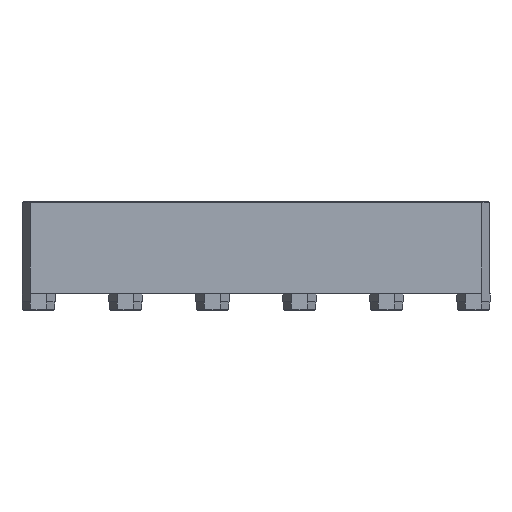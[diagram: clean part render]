
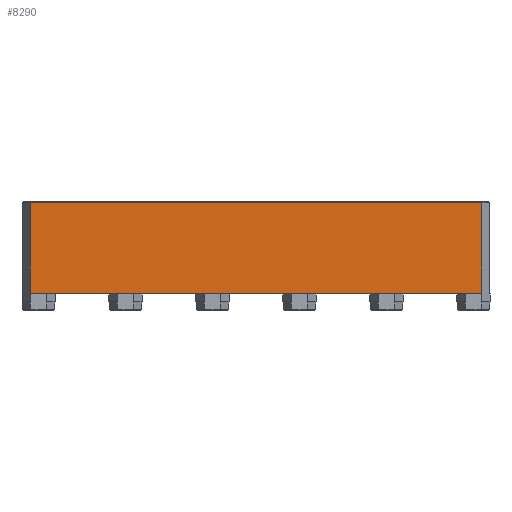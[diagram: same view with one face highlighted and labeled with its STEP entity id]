
A CAD part, front view. The second image highlights one B-rep face of the part: STEP entity #8290.
In plain terms, the highlighted planar face has unit normal (0, -1, 0).
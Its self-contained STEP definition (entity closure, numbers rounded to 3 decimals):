
#494=FACE_OUTER_BOUND('',#967,.T.);
#967=EDGE_LOOP('',(#7333,#7334,#7335,#7336,#7337,#7338));
#1989=LINE('',#12922,#3129);
#1992=LINE('',#12928,#3132);
#2020=LINE('',#12985,#3160);
#2054=LINE('',#13052,#3194);
#2099=LINE('',#13141,#3239);
#2108=LINE('',#13160,#3248);
#3129=VECTOR('',#10627,10.);
#3132=VECTOR('',#10634,10.);
#3160=VECTOR('',#10690,10.);
#3194=VECTOR('',#10756,10.);
#3239=VECTOR('',#10843,10.);
#3248=VECTOR('',#10868,10.);
#3816=VERTEX_POINT('',#12767);
#3832=VERTEX_POINT('',#12814);
#3866=VERTEX_POINT('',#12919);
#3867=VERTEX_POINT('',#12921);
#3883=VERTEX_POINT('',#12984);
#3923=VERTEX_POINT('',#13140);
#4946=EDGE_CURVE('',#3867,#3866,#1989,.T.);
#4949=EDGE_CURVE('',#3867,#3816,#1992,.T.);
#4977=EDGE_CURVE('',#3832,#3883,#2020,.T.);
#5011=EDGE_CURVE('',#3816,#3832,#2054,.T.);
#5056=EDGE_CURVE('',#3923,#3866,#2099,.T.);
#5065=EDGE_CURVE('',#3883,#3923,#2108,.T.);
#7333=ORIENTED_EDGE('',*,*,#5056,.F.);
#7334=ORIENTED_EDGE('',*,*,#5065,.F.);
#7335=ORIENTED_EDGE('',*,*,#4977,.F.);
#7336=ORIENTED_EDGE('',*,*,#5011,.F.);
#7337=ORIENTED_EDGE('',*,*,#4949,.F.);
#7338=ORIENTED_EDGE('',*,*,#4946,.T.);
#7817=PLANE('',#8781);
#8290=ADVANCED_FACE('',(#494),#7817,.T.);
#8781=AXIS2_PLACEMENT_3D('',#13159,#10866,#10867);
#10627=DIRECTION('',(0.,0.,1.));
#10634=DIRECTION('',(-1.,0.,0.));
#10690=DIRECTION('',(-1.,0.,0.));
#10756=DIRECTION('',(-1.,0.,0.));
#10843=DIRECTION('',(1.,0.,0.));
#10866=DIRECTION('center_axis',(0.,-1.,
0.));
#10867=DIRECTION('ref_axis',(1.,0.,0.));
#10868=DIRECTION('',(0.,0.,1.));
#12767=CARTESIAN_POINT('',(-24.319,-332.093,8.));
#12814=CARTESIAN_POINT('',(-220.934,-332.121,8.));
#12919=CARTESIAN_POINT('',(-16.553,-332.091,50.7));
#12921=CARTESIAN_POINT('',(-16.553,-332.091,8.));
#12922=CARTESIAN_POINT('',(-16.553,-332.091,8.));
#12928=CARTESIAN_POINT('',(-16.553,-332.091,8.));
#12984=CARTESIAN_POINT('',(-228.7,-332.122,8.));
#12985=CARTESIAN_POINT('',(-16.553,-332.091,8.));
#13052=CARTESIAN_POINT('',(-16.553,-332.091,8.));
#13140=CARTESIAN_POINT('',(-228.7,-332.122,50.7));
#13141=CARTESIAN_POINT('',(-175.664,-332.114,50.7));
#13159=CARTESIAN_POINT('Origin',(-228.7,-332.122,8.));
#13160=CARTESIAN_POINT('',(-228.7,-332.122,8.));
